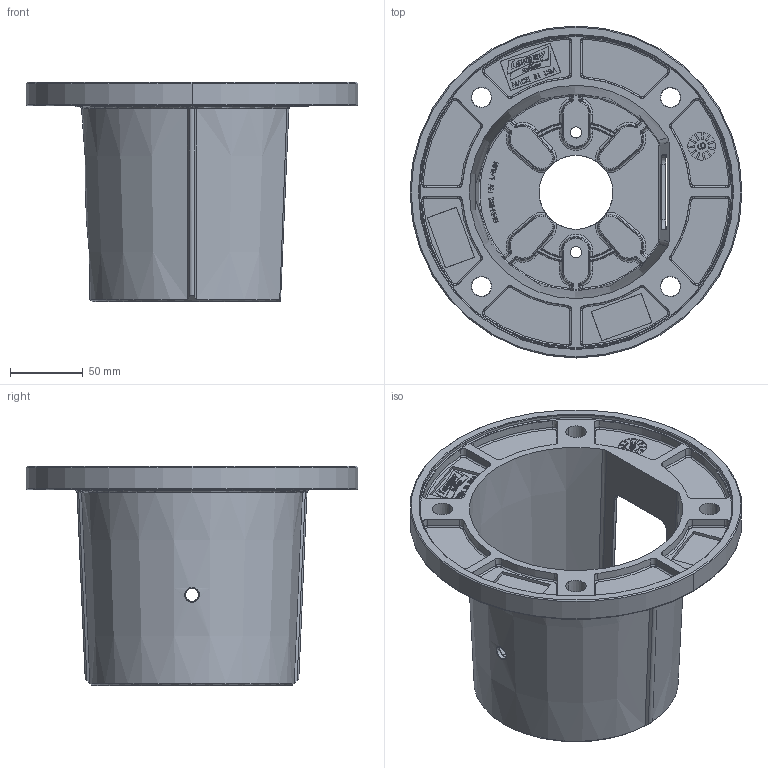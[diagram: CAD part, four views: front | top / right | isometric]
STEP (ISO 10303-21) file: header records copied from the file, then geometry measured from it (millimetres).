
FILE_DESCRIPTION((''),'2;1');
FILE_NAME('84527105112_ASM','2013-04-26T',('ppetruska'),(''),'PRO/ENGINEER BY PARAMETRIC TECHNOLOGY CORPORATION, 2012480','PRO/ENGINEER BY PARAMETRIC TECHNOLOGY CORPORATION, 2012480','');
FILE_SCHEMA(('CONFIG_CONTROL_DESIGN'));
Length unit declared in the file: inch
Products named in the file (3): 84527105824_AF2; 84527105830_AF1_ASM; 84527105112_ASM
Assembly tree (2 placements, depth 3):
  84527105112_ASM
    84527105830_AF1_ASM
      84527105824_AF2
Bounding box: 228.6 x 228.6 x 150.81 mm (x, y, z)
Volume: 537152.7 mm3; surface area: 218321.3 mm2
Topology: 1 solids, 1 shells, 1376 faces, 3563 edges, 2264 vertices
Faces by surface type: plane 829, bspline 149, torus 138, cylinder 128, cone 105, extrusion 27
Entity records: 50941 total; most frequent: CARTESIAN_POINT 18023, ORIENTED_EDGE 7126, DIRECTION 6331, EDGE_CURVE 3563, VECTOR 2479, LINE 2452, VERTEX_POINT 2264, AXIS2_PLACEMENT_3D 1926
